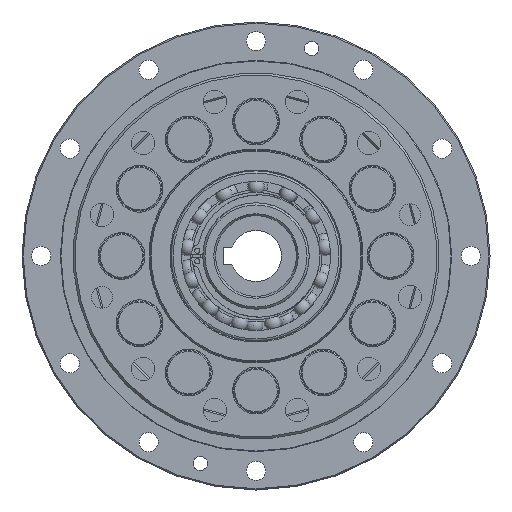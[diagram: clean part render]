
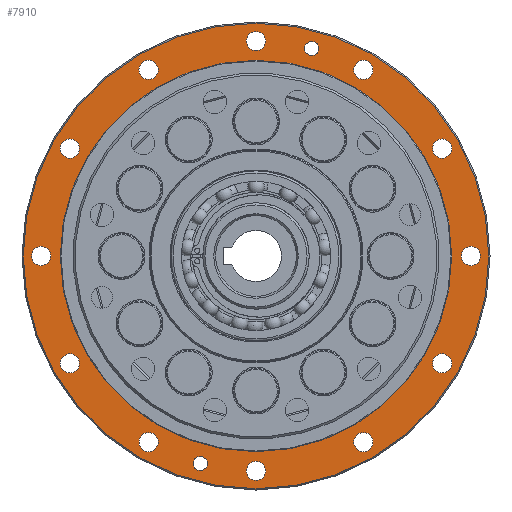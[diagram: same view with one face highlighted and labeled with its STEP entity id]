
A CAD part, left-side view. The second image highlights one B-rep face of the part: STEP entity #7910.
In plain terms, the highlighted planar face has unit normal (-1, 0, 0).
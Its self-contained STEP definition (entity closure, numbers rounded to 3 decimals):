
#840=FACE_BOUND('',#2253,.T.);
#841=FACE_BOUND('',#2254,.T.);
#842=FACE_BOUND('',#2255,.T.);
#843=FACE_BOUND('',#2256,.T.);
#844=FACE_BOUND('',#2257,.T.);
#845=FACE_BOUND('',#2258,.T.);
#846=FACE_BOUND('',#2259,.T.);
#847=FACE_BOUND('',#2260,.T.);
#848=FACE_BOUND('',#2261,.T.);
#849=FACE_BOUND('',#2262,.T.);
#850=FACE_BOUND('',#2263,.T.);
#851=FACE_BOUND('',#2264,.T.);
#852=FACE_BOUND('',#2265,.T.);
#853=FACE_BOUND('',#2266,.T.);
#854=FACE_BOUND('',#2267,.T.);
#1241=PLANE('',#8729);
#1551=FACE_OUTER_BOUND('',#2252,.T.);
#2252=EDGE_LOOP('',(#3448));
#2253=EDGE_LOOP('',(#3449));
#2254=EDGE_LOOP('',(#3450));
#2255=EDGE_LOOP('',(#3451));
#2256=EDGE_LOOP('',(#3452));
#2257=EDGE_LOOP('',(#3453));
#2258=EDGE_LOOP('',(#3454));
#2259=EDGE_LOOP('',(#3455));
#2260=EDGE_LOOP('',(#3456));
#2261=EDGE_LOOP('',(#3457));
#2262=EDGE_LOOP('',(#3458));
#2263=EDGE_LOOP('',(#3459));
#2264=EDGE_LOOP('',(#3460));
#2265=EDGE_LOOP('',(#3461));
#2266=EDGE_LOOP('',(#3462));
#2267=EDGE_LOOP('',(#3463));
#3448=ORIENTED_EDGE('',*,*,#5048,.F.);
#3449=ORIENTED_EDGE('',*,*,#5032,.T.);
#3450=ORIENTED_EDGE('',*,*,#5033,.T.);
#3451=ORIENTED_EDGE('',*,*,#5034,.T.);
#3452=ORIENTED_EDGE('',*,*,#5035,.T.);
#3453=ORIENTED_EDGE('',*,*,#5036,.T.);
#3454=ORIENTED_EDGE('',*,*,#5037,.T.);
#3455=ORIENTED_EDGE('',*,*,#5038,.T.);
#3456=ORIENTED_EDGE('',*,*,#5039,.T.);
#3457=ORIENTED_EDGE('',*,*,#5040,.T.);
#3458=ORIENTED_EDGE('',*,*,#5041,.T.);
#3459=ORIENTED_EDGE('',*,*,#5042,.T.);
#3460=ORIENTED_EDGE('',*,*,#5043,.T.);
#3461=ORIENTED_EDGE('',*,*,#5044,.T.);
#3462=ORIENTED_EDGE('',*,*,#5045,.T.);
#3463=ORIENTED_EDGE('',*,*,#4954,.T.);
#4954=EDGE_CURVE('',#5817,#5817,#6531,.T.);
#5032=EDGE_CURVE('',#5892,#5892,#6605,.T.);
#5033=EDGE_CURVE('',#5893,#5893,#6606,.T.);
#5034=EDGE_CURVE('',#5894,#5894,#6607,.T.);
#5035=EDGE_CURVE('',#5895,#5895,#6608,.T.);
#5036=EDGE_CURVE('',#5896,#5896,#6609,.T.);
#5037=EDGE_CURVE('',#5897,#5897,#6610,.T.);
#5038=EDGE_CURVE('',#5898,#5898,#6611,.T.);
#5039=EDGE_CURVE('',#5899,#5899,#6612,.T.);
#5040=EDGE_CURVE('',#5900,#5900,#6613,.T.);
#5041=EDGE_CURVE('',#5901,#5901,#6614,.T.);
#5042=EDGE_CURVE('',#5902,#5902,#6615,.T.);
#5043=EDGE_CURVE('',#5903,#5903,#6616,.T.);
#5044=EDGE_CURVE('',#5904,#5904,#6617,.T.);
#5045=EDGE_CURVE('',#5905,#5905,#6618,.T.);
#5048=EDGE_CURVE('',#5908,#5908,#6621,.T.);
#5817=VERTEX_POINT('',#12780);
#5892=VERTEX_POINT('',#12977);
#5893=VERTEX_POINT('',#12980);
#5894=VERTEX_POINT('',#12983);
#5895=VERTEX_POINT('',#12986);
#5896=VERTEX_POINT('',#12989);
#5897=VERTEX_POINT('',#12992);
#5898=VERTEX_POINT('',#12995);
#5899=VERTEX_POINT('',#12998);
#5900=VERTEX_POINT('',#13001);
#5901=VERTEX_POINT('',#13004);
#5902=VERTEX_POINT('',#13007);
#5903=VERTEX_POINT('',#13010);
#5904=VERTEX_POINT('',#13013);
#5905=VERTEX_POINT('',#13016);
#5908=VERTEX_POINT('',#13025);
#6531=CIRCLE('',#8576,92.);
#6605=CIRCLE('',#8694,3.324);
#6606=CIRCLE('',#8696,3.324);
#6607=CIRCLE('',#8698,4.5);
#6608=CIRCLE('',#8700,4.5);
#6609=CIRCLE('',#8702,4.5);
#6610=CIRCLE('',#8704,4.5);
#6611=CIRCLE('',#8706,4.5);
#6612=CIRCLE('',#8708,4.5);
#6613=CIRCLE('',#8710,4.5);
#6614=CIRCLE('',#8712,4.5);
#6615=CIRCLE('',#8714,4.5);
#6616=CIRCLE('',#8716,4.5);
#6617=CIRCLE('',#8718,4.5);
#6618=CIRCLE('',#8720,4.5);
#6621=CIRCLE('',#8726,109.423);
#7910=ADVANCED_FACE('',(#1551,#840,#841,#842,#843,#844,#845,#846,#847,#848,
#849,#850,#851,#852,#853,#854),#1241,.F.);
#8576=AXIS2_PLACEMENT_3D('',#12781,#10107,#10108);
#8694=AXIS2_PLACEMENT_3D('',#12978,#10347,#10348);
#8696=AXIS2_PLACEMENT_3D('',#12981,#10351,#10352);
#8698=AXIS2_PLACEMENT_3D('',#12984,#10355,#10356);
#8700=AXIS2_PLACEMENT_3D('',#12987,#10359,#10360);
#8702=AXIS2_PLACEMENT_3D('',#12990,#10363,#10364);
#8704=AXIS2_PLACEMENT_3D('',#12993,#10367,#10368);
#8706=AXIS2_PLACEMENT_3D('',#12996,#10371,#10372);
#8708=AXIS2_PLACEMENT_3D('',#12999,#10375,#10376);
#8710=AXIS2_PLACEMENT_3D('',#13002,#10379,#10380);
#8712=AXIS2_PLACEMENT_3D('',#13005,#10383,#10384);
#8714=AXIS2_PLACEMENT_3D('',#13008,#10387,#10388);
#8716=AXIS2_PLACEMENT_3D('',#13011,#10391,#10392);
#8718=AXIS2_PLACEMENT_3D('',#13014,#10395,#10396);
#8720=AXIS2_PLACEMENT_3D('',#13017,#10399,#10400);
#8726=AXIS2_PLACEMENT_3D('',#13026,#10411,#10412);
#8729=AXIS2_PLACEMENT_3D('',#13030,#10417,#10418);
#10107=DIRECTION('center_axis',(1.,0.,0.));
#10108=DIRECTION('ref_axis',(0.,0.,-1.));
#10347=DIRECTION('center_axis',(1.,0.,0.));
#10348=DIRECTION('ref_axis',(0.,0.,-1.));
#10351=DIRECTION('center_axis',(1.,0.,0.));
#10352=DIRECTION('ref_axis',(0.,0.,1.));
#10355=DIRECTION('center_axis',(1.,0.,0.));
#10356=DIRECTION('ref_axis',(0.,0.5,0.866));
#10359=DIRECTION('center_axis',(1.,0.,0.));
#10360=DIRECTION('ref_axis',(0.,0.866,0.5));
#10363=DIRECTION('center_axis',(1.,0.,0.));
#10364=DIRECTION('ref_axis',(0.,1.,0.));
#10367=DIRECTION('center_axis',(1.,0.,0.));
#10368=DIRECTION('ref_axis',(0.,0.866,-0.5));
#10371=DIRECTION('center_axis',(1.,0.,0.));
#10372=DIRECTION('ref_axis',(0.,0.5,-0.866));
#10375=DIRECTION('center_axis',(1.,0.,0.));
#10376=DIRECTION('ref_axis',(0.,0.,-1.));
#10379=DIRECTION('center_axis',(1.,0.,0.));
#10380=DIRECTION('ref_axis',(0.,-0.5,-0.866));
#10383=DIRECTION('center_axis',(1.,0.,0.));
#10384=DIRECTION('ref_axis',(0.,-0.866,-0.5));
#10387=DIRECTION('center_axis',(1.,0.,0.));
#10388=DIRECTION('ref_axis',(0.,-1.,0.));
#10391=DIRECTION('center_axis',(1.,0.,0.));
#10392=DIRECTION('ref_axis',(0.,-0.866,0.5));
#10395=DIRECTION('center_axis',(1.,0.,0.));
#10396=DIRECTION('ref_axis',(0.,-0.5,0.866));
#10399=DIRECTION('center_axis',(1.,0.,0.));
#10400=DIRECTION('ref_axis',(0.,0.,1.));
#10411=DIRECTION('center_axis',(1.,0.,0.));
#10412=DIRECTION('ref_axis',(0.,-1.,0.));
#10417=DIRECTION('center_axis',(1.,0.,0.));
#10418=DIRECTION('ref_axis',(0.,0.,-1.));
#12780=CARTESIAN_POINT('',(0.,0.,92.));
#12781=CARTESIAN_POINT('Origin',(0.,0.,0.));
#12977=CARTESIAN_POINT('',(0.,-26.141,94.235));
#12978=CARTESIAN_POINT('Origin',(0.,-26.141,97.559));
#12980=CARTESIAN_POINT('',(0.,26.141,-94.235));
#12981=CARTESIAN_POINT('Origin',(0.,26.141,-97.559));
#12983=CARTESIAN_POINT('',(0.,89.719,-46.603));
#12984=CARTESIAN_POINT('Origin',(0.,87.469,-50.5));
#12986=CARTESIAN_POINT('',(0.,54.397,-85.219));
#12987=CARTESIAN_POINT('Origin',(0.,50.5,-87.469));
#12989=CARTESIAN_POINT('',(0.,4.5,-101.));
#12990=CARTESIAN_POINT('Origin',(0.,0.,-101.));
#12992=CARTESIAN_POINT('',(0.,-46.603,-89.719));
#12993=CARTESIAN_POINT('Origin',(0.,-50.5,-87.469));
#12995=CARTESIAN_POINT('',(0.,-85.219,-54.397));
#12996=CARTESIAN_POINT('Origin',(0.,-87.469,-50.5));
#12998=CARTESIAN_POINT('',(0.,-101.,-4.5));
#12999=CARTESIAN_POINT('Origin',(0.,-101.,0.));
#13001=CARTESIAN_POINT('',(0.,-89.719,46.603));
#13002=CARTESIAN_POINT('Origin',(0.,-87.469,50.5));
#13004=CARTESIAN_POINT('',(0.,-54.397,85.219));
#13005=CARTESIAN_POINT('Origin',(0.,-50.5,87.469));
#13007=CARTESIAN_POINT('',(0.,-4.5,101.));
#13008=CARTESIAN_POINT('Origin',(0.,0.,101.));
#13010=CARTESIAN_POINT('',(0.,46.603,89.719));
#13011=CARTESIAN_POINT('Origin',(0.,50.5,87.469));
#13013=CARTESIAN_POINT('',(0.,85.219,54.397));
#13014=CARTESIAN_POINT('Origin',(0.,87.469,50.5));
#13016=CARTESIAN_POINT('',(0.,101.,4.5));
#13017=CARTESIAN_POINT('Origin',(0.,101.,0.));
#13025=CARTESIAN_POINT('',(0.,109.423,0.));
#13026=CARTESIAN_POINT('Origin',(0.,0.,0.));
#13030=CARTESIAN_POINT('Origin',(0.,0.,0.));
